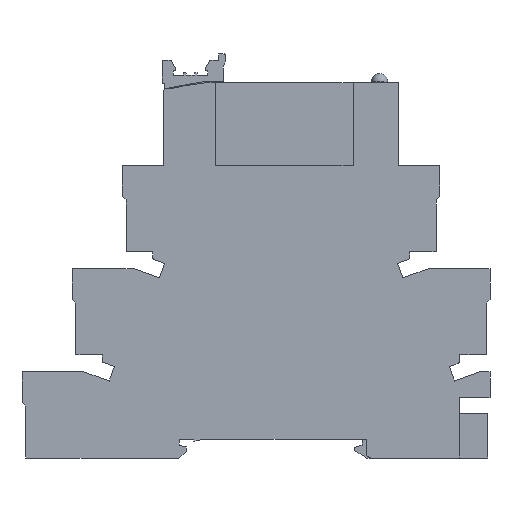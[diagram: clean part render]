
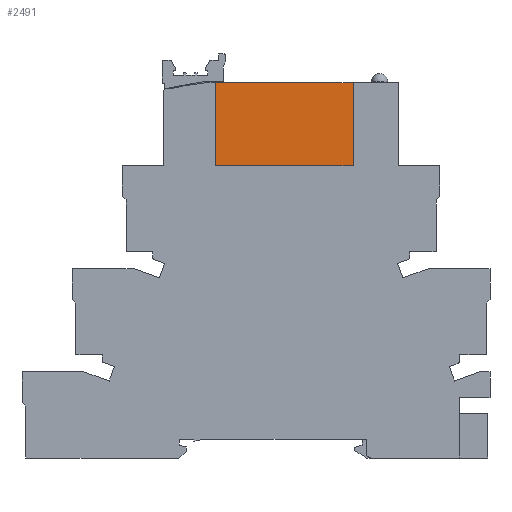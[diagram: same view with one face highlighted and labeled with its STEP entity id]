
A CAD part, left-side view. The second image highlights one B-rep face of the part: STEP entity #2491.
In plain terms, the highlighted planar face has unit normal (-1, 0, 0).
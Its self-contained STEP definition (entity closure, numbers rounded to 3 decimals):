
#207=PLANE('',#6414);
#381=FACE_OUTER_BOUND('',#571,.T.);
#571=EDGE_LOOP('',(#2291,#2292,#2293,#2294));
#883=VERTEX_POINT('',#9943);
#884=VERTEX_POINT('',#9945);
#886=VERTEX_POINT('',#9951);
#888=VERTEX_POINT('',#9957);
#1349=EDGE_CURVE('',#884,#883,#3214,.T.);
#1352=EDGE_CURVE('',#886,#884,#3217,.T.);
#1355=EDGE_CURVE('',#888,#886,#3220,.T.);
#1358=EDGE_CURVE('',#883,#888,#3223,.T.);
#2291=ORIENTED_EDGE('',*,*,#1358,.T.);
#2292=ORIENTED_EDGE('',*,*,#1355,.T.);
#2293=ORIENTED_EDGE('',*,*,#1352,.T.);
#2294=ORIENTED_EDGE('',*,*,#1349,.T.);
#2491=ADVANCED_FACE('',(#381),#207,.T.);
#3214=LINE('',#9946,#4309);
#3217=LINE('',#9952,#4312);
#3220=LINE('',#9958,#4315);
#3223=LINE('',#9962,#4318);
#4309=VECTOR('',#7611,1.);
#4312=VECTOR('',#7616,1.);
#4315=VECTOR('',#7621,1.);
#4318=VECTOR('',#7626,1.);
#6414=AXIS2_PLACEMENT_3D('',#9963,#7627,#7628);
#7611=DIRECTION('',(0.,-1.,0.));
#7616=DIRECTION('',(0.,0.,-1.));
#7621=DIRECTION('',(0.,1.,0.));
#7626=DIRECTION('',(0.,0.,1.));
#7627=DIRECTION('center_axis',(-1.,0.,0.));
#7628=DIRECTION('ref_axis',(0.,0.,1.));
#9943=CARTESIAN_POINT('',(0.65,-15.2,55.3));
#9945=CARTESIAN_POINT('',(0.65,10.8,55.3));
#9946=CARTESIAN_POINT('',(0.65,10.8,55.3));
#9951=CARTESIAN_POINT('',(0.65,10.8,71.));
#9952=CARTESIAN_POINT('',(0.65,10.8,71.));
#9957=CARTESIAN_POINT('',(0.65,-15.2,71.));
#9958=CARTESIAN_POINT('',(0.65,-15.2,71.));
#9962=CARTESIAN_POINT('',(0.65,-15.2,55.3));
#9963=CARTESIAN_POINT('Origin',(0.65,-2.2,63.15));
